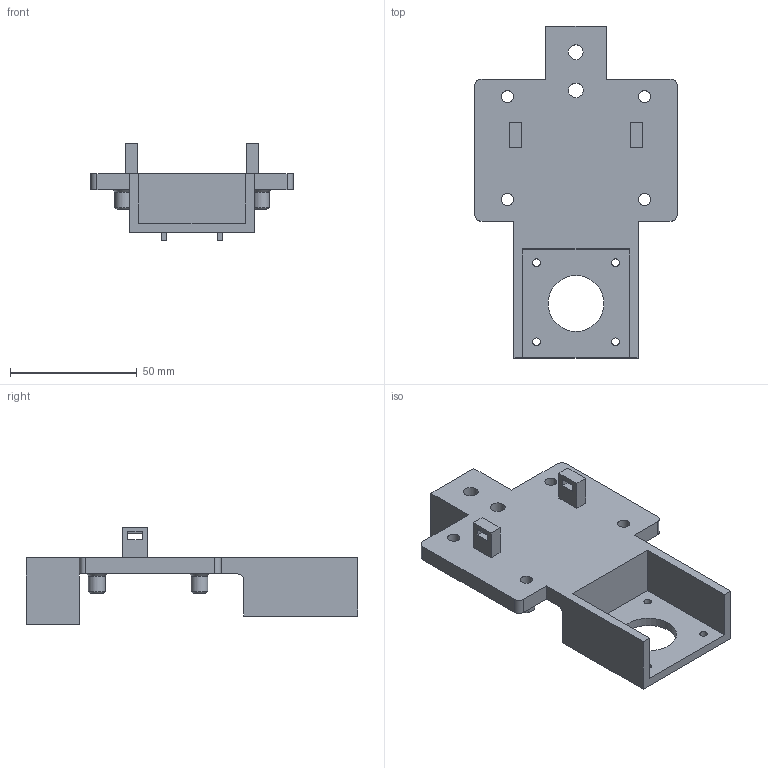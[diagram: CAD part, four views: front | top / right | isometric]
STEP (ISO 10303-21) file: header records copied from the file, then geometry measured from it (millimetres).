
FILE_DESCRIPTION(/* description */ (''),/* implementation_level */ '2;1');
FILE_NAME(/* name */ 'yCarriageMotorMount.step',/* time_stamp */ '2024-01-07T09:40:35-05:00',/* author */ (''),/* organization */ (''),/* preprocessor_version */ 'ST-DEVELOPER v20',/* originating_system */ 'Autodesk Translation Framework v12.9.0.99',/* authorisation */ '');
FILE_SCHEMA (('AUTOMOTIVE_DESIGN { 1 0 10303 214 3 1 1 }'));
Length unit declared in the file: millimetre
Products named in the file (1): yCarriage
Bounding box: 80 x 131 x 38.4 mm (x, y, z)
Volume: 51255.9 mm3; surface area: 26282.3 mm2
Topology: 1 solids, 1 shells, 80 faces, 206 edges, 134 vertices
Faces by surface type: plane 48, cylinder 24, cone 8
Full cylindrical faces by diameter (mm): 3 x4, 4.8 x4, 5.8 x2, 6.6 x4, 22.1 x1
Entity records: 2511 total; most frequent: DIRECTION 424, CARTESIAN_POINT 421, ORIENTED_EDGE 412, EDGE_CURVE 206, LINE 150, VECTOR 150, AXIS2_PLACEMENT_3D 137, VERTEX_POINT 134
